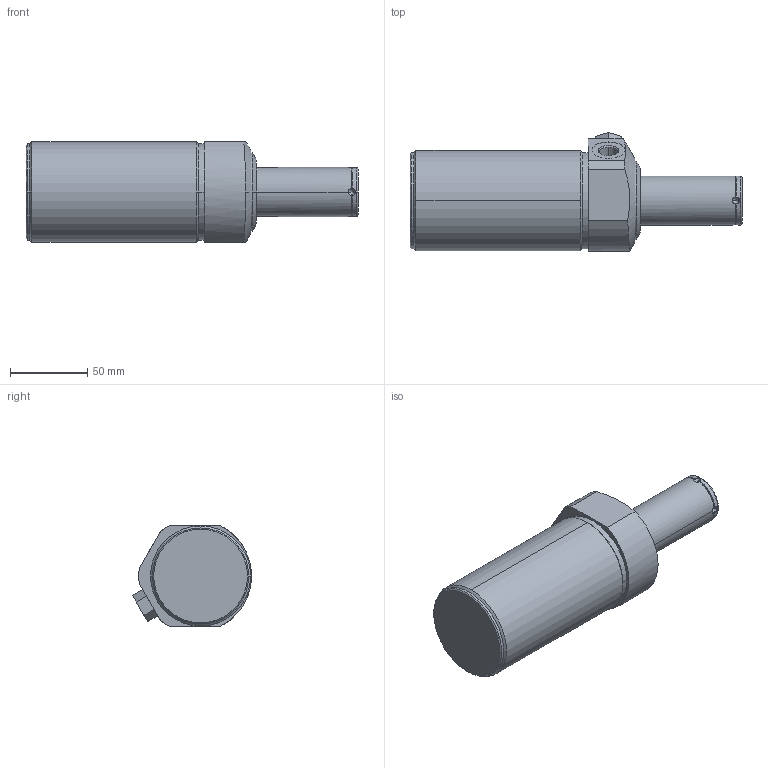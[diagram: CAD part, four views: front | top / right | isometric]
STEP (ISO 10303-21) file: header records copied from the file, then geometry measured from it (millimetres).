
FILE_DESCRIPTION((''),'2;1');
FILE_NAME('ILCM41502215','2023-03-22T06:03:39',('Jweaver'),(''),'CREO PARAMETRIC BY PTC INC, 2021164','CREO PARAMETRIC BY PTC INC, 2021164','');
FILE_SCHEMA(('AUTOMOTIVE_DESIGN { 1 0 10303 214 1 1 1 1 }'));
Length unit declared in the file: millimetre
Products named in the file (1): ILCM41502215
Bounding box: 214.95 x 77.02 x 65 mm (x, y, z)
Volume: 545504.2 mm3; surface area: 48145.1 mm2
Topology: 1 solids, 3 shells, 92 faces, 230 edges, 141 vertices
Faces by surface type: cylinder 36, plane 30, cone 24, torus 2
Entity records: 4113 total; most frequent: CARTESIAN_POINT 806, DIRECTION 489, ORIENTED_EDGE 436, PRESENTATION_STYLE_ASSIGNMENT 251, STYLED_ITEM 238, CURVE_STYLE 236, EDGE_CURVE 220, AXIS2_PLACEMENT_3D 195
